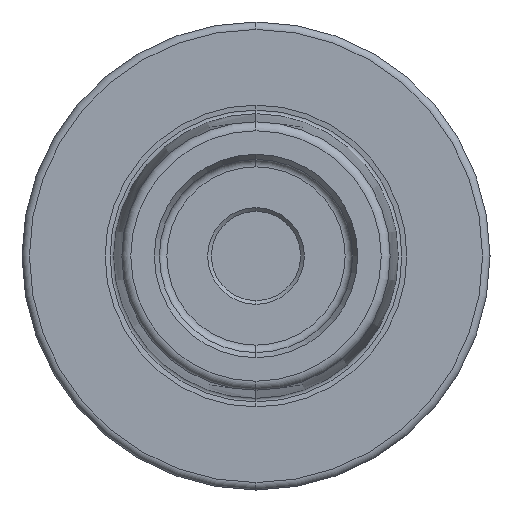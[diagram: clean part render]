
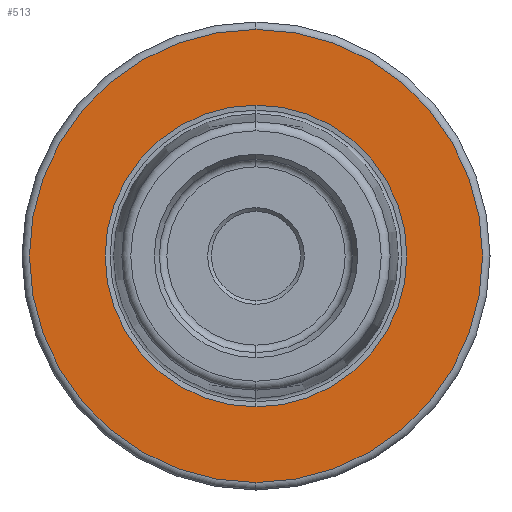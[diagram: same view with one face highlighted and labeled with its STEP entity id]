
A CAD part, left-side view. The second image highlights one B-rep face of the part: STEP entity #513.
In plain terms, the highlighted planar face has unit normal (-1, 0, 0).
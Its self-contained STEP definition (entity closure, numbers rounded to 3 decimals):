
#70 = CIRCLE ( 'NONE', #1936, 20.308 ) ;
#83 = CIRCLE ( 'NONE', #1972, 30.5 ) ;
#110 = EDGE_LOOP ( 'NONE', ( #1242, #1203 ) ) ;
#121 = AXIS2_PLACEMENT_3D ( 'NONE', #635, #632, #616 ) ;
#148 = AXIS2_PLACEMENT_3D ( 'NONE', #886, #887, #915 ) ;
#212 = AXIS2_PLACEMENT_3D ( 'NONE', #1549, #1566, #1567 ) ;
#345 = CIRCLE ( 'NONE', #212, 20.308 ) ;
#381 = EDGE_CURVE ( 'NONE', #1125, #1115, #70, .T. ) ;
#400 = EDGE_CURVE ( 'NONE', #1143, #1157, #83, .T. ) ;
#513 = ADVANCED_FACE ( 'NONE', ( #1462, #1460 ), #900, .T. ) ;
#616 = DIRECTION ( 'NONE',  ( 0., 0., 1. ) ) ;
#632 = DIRECTION ( 'NONE',  ( -1., 0., 0. ) ) ;
#635 = CARTESIAN_POINT ( 'NONE',  ( 0., 0., 0. ) ) ;
#769 = EDGE_CURVE ( 'NONE', #1157, #1143, #1384, .T. ) ;
#886 = CARTESIAN_POINT ( 'NONE',  ( 0., 20.308, 0. ) ) ;
#887 = DIRECTION ( 'NONE',  ( -1., 0., 0. ) ) ;
#900 = PLANE ( 'NONE',  #148 ) ;
#915 = DIRECTION ( 'NONE',  ( 0., 0., 1. ) ) ;
#1040 = DIRECTION ( 'NONE',  ( 0., 0., 1. ) ) ;
#1047 = CARTESIAN_POINT ( 'NONE',  ( 0., 0., 0. ) ) ;
#1049 = DIRECTION ( 'NONE',  ( -1., 0., 0. ) ) ;
#1115 = VERTEX_POINT ( 'NONE', #2080 ) ;
#1125 = VERTEX_POINT ( 'NONE', #1607 ) ;
#1143 = VERTEX_POINT ( 'NONE', #1619 ) ;
#1157 = VERTEX_POINT ( 'NONE', #1579 ) ;
#1172 = EDGE_LOOP ( 'NONE', ( #1217, #1210 ) ) ;
#1203 = ORIENTED_EDGE ( 'NONE', *, *, #1937, .T. ) ;
#1210 = ORIENTED_EDGE ( 'NONE', *, *, #769, .T. ) ;
#1217 = ORIENTED_EDGE ( 'NONE', *, *, #400, .T. ) ;
#1242 = ORIENTED_EDGE ( 'NONE', *, *, #381, .T. ) ;
#1384 = CIRCLE ( 'NONE', #121, 30.5 ) ;
#1460 = FACE_BOUND ( 'NONE', #110, .T. ) ;
#1462 = FACE_OUTER_BOUND ( 'NONE', #1172, .T. ) ;
#1485 = DIRECTION ( 'NONE',  ( 1., 0., 0. ) ) ;
#1507 = DIRECTION ( 'NONE',  ( 0., 0., -1. ) ) ;
#1512 = CARTESIAN_POINT ( 'NONE',  ( 0., 0., 0. ) ) ;
#1549 = CARTESIAN_POINT ( 'NONE',  ( 0., 0., 0. ) ) ;
#1566 = DIRECTION ( 'NONE',  ( 1., 0., 0. ) ) ;
#1567 = DIRECTION ( 'NONE',  ( 0., 0., -1. ) ) ;
#1579 = CARTESIAN_POINT ( 'NONE',  ( 0., 0., -30.5 ) ) ;
#1607 = CARTESIAN_POINT ( 'NONE',  ( 0., 0., 20.308 ) ) ;
#1619 = CARTESIAN_POINT ( 'NONE',  ( 0., 0., 30.5 ) ) ;
#1936 = AXIS2_PLACEMENT_3D ( 'NONE', #1512, #1485, #1507 ) ;
#1937 = EDGE_CURVE ( 'NONE', #1115, #1125, #345, .T. ) ;
#1972 = AXIS2_PLACEMENT_3D ( 'NONE', #1047, #1049, #1040 ) ;
#2080 = CARTESIAN_POINT ( 'NONE',  ( 0., 0., -20.308 ) ) ;
